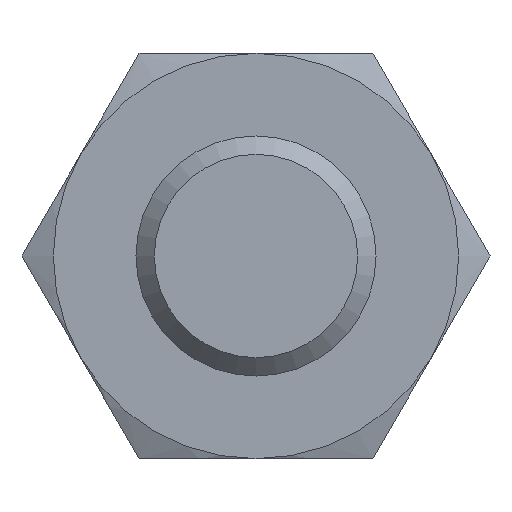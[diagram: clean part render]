
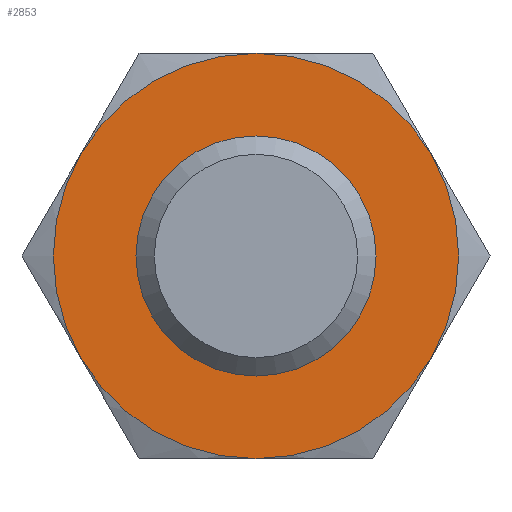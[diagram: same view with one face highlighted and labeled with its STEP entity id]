
A CAD part, front view. The second image highlights one B-rep face of the part: STEP entity #2853.
In plain terms, the highlighted planar face has unit normal (0, -1, 0).
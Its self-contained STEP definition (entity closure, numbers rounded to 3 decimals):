
#2853 = ADVANCED_FACE( '', ( #7904, #7905 ), #7906, .F. );
#7904 = FACE_BOUND( '', #15156, .T. );
#7905 = FACE_OUTER_BOUND( '', #15157, .T. );
#7906 = PLANE( '', #15158 );
#15156 = EDGE_LOOP( '', ( #23254 ) );
#15157 = EDGE_LOOP( '', ( #23255, #23256, #23257, #23258, #23259, #23260 ) );
#15158 = AXIS2_PLACEMENT_3D( '', #23261, #23262, #23263 );
#23254 = ORIENTED_EDGE( '', *, *, #39924, .F. );
#23255 = ORIENTED_EDGE( '', *, *, #39925, .T. );
#23256 = ORIENTED_EDGE( '', *, *, #39926, .T. );
#23257 = ORIENTED_EDGE( '', *, *, #39927, .T. );
#23258 = ORIENTED_EDGE( '', *, *, #39928, .T. );
#23259 = ORIENTED_EDGE( '', *, *, #39929, .T. );
#23260 = ORIENTED_EDGE( '', *, *, #39930, .T. );
#23261 = CARTESIAN_POINT( '', ( 13.5, 0., 0. ) );
#23262 = DIRECTION( '', ( 0., 1., 0. ) );
#23263 = DIRECTION( '', ( 0., 0., 1. ) );
#39924 = EDGE_CURVE( '', #46686, #46686, #46687, .T. );
#39925 = EDGE_CURVE( '', #46688, #46689, #46690, .T. );
#39926 = EDGE_CURVE( '', #46689, #46691, #46692, .T. );
#39927 = EDGE_CURVE( '', #46691, #46693, #46694, .T. );
#39928 = EDGE_CURVE( '', #46693, #46695, #46696, .T. );
#39929 = EDGE_CURVE( '', #46695, #46697, #46698, .T. );
#39930 = EDGE_CURVE( '', #46697, #46688, #46699, .T. );
#46686 = VERTEX_POINT( '', #54962 );
#46687 = CIRCLE( '', #54963, 6.5 );
#46688 = VERTEX_POINT( '', #54964 );
#46689 = VERTEX_POINT( '', #54965 );
#46690 = CIRCLE( '', #54966, 13.5 );
#46691 = VERTEX_POINT( '', #54967 );
#46692 = CIRCLE( '', #54968, 13.5 );
#46693 = VERTEX_POINT( '', #54969 );
#46694 = CIRCLE( '', #54970, 13.5 );
#46695 = VERTEX_POINT( '', #54971 );
#46696 = CIRCLE( '', #54972, 13.5 );
#46697 = VERTEX_POINT( '', #54973 );
#46698 = CIRCLE( '', #54974, 13.5 );
#46699 = CIRCLE( '', #54975, 13.5 );
#54962 = CARTESIAN_POINT( '', ( 0., 0., -6.5 ) );
#54963 = AXIS2_PLACEMENT_3D( '', #64999, #65000, #65001 );
#54964 = CARTESIAN_POINT( '', ( 0., 0., -13.5 ) );
#54965 = CARTESIAN_POINT( '', ( 11.691, 0., -6.75 ) );
#54966 = AXIS2_PLACEMENT_3D( '', #65002, #65003, #65004 );
#54967 = CARTESIAN_POINT( '', ( 11.691, 0., 6.75 ) );
#54968 = AXIS2_PLACEMENT_3D( '', #65005, #65006, #65007 );
#54969 = CARTESIAN_POINT( '', ( 0., 0., 13.5 ) );
#54970 = AXIS2_PLACEMENT_3D( '', #65008, #65009, #65010 );
#54971 = CARTESIAN_POINT( '', ( -11.691, 0., 6.75 ) );
#54972 = AXIS2_PLACEMENT_3D( '', #65011, #65012, #65013 );
#54973 = CARTESIAN_POINT( '', ( -11.691, 0., -6.75 ) );
#54974 = AXIS2_PLACEMENT_3D( '', #65014, #65015, #65016 );
#54975 = AXIS2_PLACEMENT_3D( '', #65017, #65018, #65019 );
#64999 = CARTESIAN_POINT( '', ( 0., 0., 0. ) );
#65000 = DIRECTION( '', ( 0., -1., 0. ) );
#65001 = DIRECTION( '', ( 0., 0., -1. ) );
#65002 = CARTESIAN_POINT( '', ( 0., 0., 0. ) );
#65003 = DIRECTION( '', ( 0., -1., 0. ) );
#65004 = DIRECTION( '', ( 0., 0., -1. ) );
#65005 = CARTESIAN_POINT( '', ( 0., 0., 0. ) );
#65006 = DIRECTION( '', ( 0., -1., 0. ) );
#65007 = DIRECTION( '', ( 0., 0., -1. ) );
#65008 = CARTESIAN_POINT( '', ( 0., 0., 0. ) );
#65009 = DIRECTION( '', ( 0., -1., 0. ) );
#65010 = DIRECTION( '', ( 0., 0., -1. ) );
#65011 = CARTESIAN_POINT( '', ( 0., 0., 0. ) );
#65012 = DIRECTION( '', ( 0., -1., 0. ) );
#65013 = DIRECTION( '', ( 0., 0., -1. ) );
#65014 = CARTESIAN_POINT( '', ( 0., 0., 0. ) );
#65015 = DIRECTION( '', ( 0., -1., 0. ) );
#65016 = DIRECTION( '', ( 0., 0., -1. ) );
#65017 = CARTESIAN_POINT( '', ( 0., 0., 0. ) );
#65018 = DIRECTION( '', ( 0., -1., 0. ) );
#65019 = DIRECTION( '', ( 0., 0., -1. ) );
